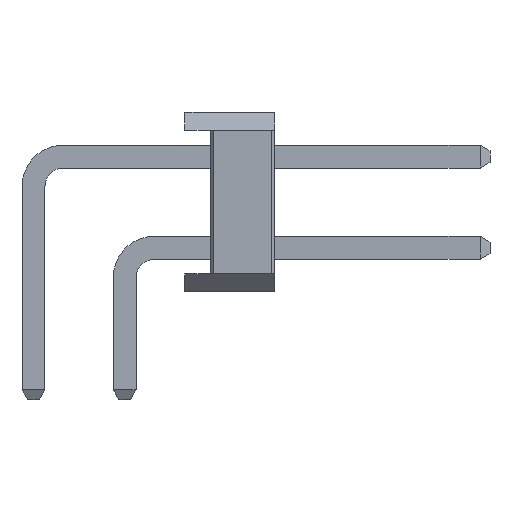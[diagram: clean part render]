
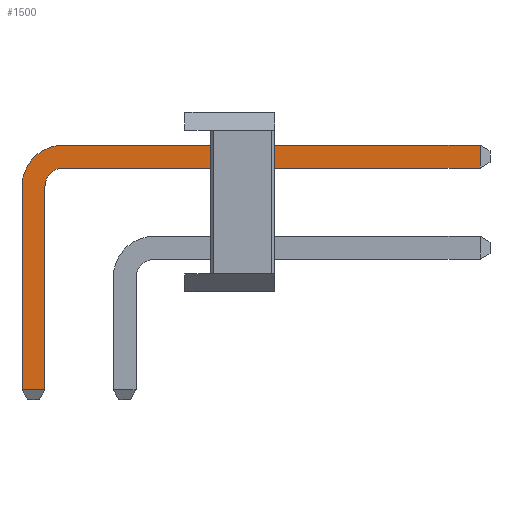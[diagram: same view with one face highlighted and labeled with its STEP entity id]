
A CAD part, left-side view. The second image highlights one B-rep face of the part: STEP entity #1500.
In plain terms, the highlighted planar face has unit normal (-1, 0, 0).
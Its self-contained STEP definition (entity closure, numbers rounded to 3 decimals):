
#1500=ADVANCED_FACE('',(#2568),#2570,.T.);
#2568=FACE_BOUND('',#2569,.T.);
#2569=EDGE_LOOP('',(#3288,#3289,#3290,#3291,#3292,#3293,#3294,#3295));
#2570=PLANE('',#2571);
#2571=AXIS2_PLACEMENT_3D('',#2572,#2573,#2574);
#2572=CARTESIAN_POINT('',(-0.32,2.22,0.));
#2573=DIRECTION('',(-1.,0.,-0.));
#2574=DIRECTION('',(0.,1.,0.));
#3288=ORIENTED_EDGE('',*,*,#3665,.F.);
#3289=ORIENTED_EDGE('',*,*,#3666,.F.);
#3290=ORIENTED_EDGE('',*,*,#3667,.F.);
#3291=ORIENTED_EDGE('',*,*,#3668,.T.);
#3292=ORIENTED_EDGE('',*,*,#3669,.F.);
#3293=ORIENTED_EDGE('',*,*,#3664,.F.);
#3294=ORIENTED_EDGE('',*,*,#3670,.T.);
#3295=ORIENTED_EDGE('',*,*,#3671,.T.);
#3664=EDGE_CURVE('',#4182,#4180,#4184,.T.);
#3665=EDGE_CURVE('',#4185,#4186,#4187,.T.);
#3666=EDGE_CURVE('',#4188,#4185,#4189,.T.);
#3667=EDGE_CURVE('',#4190,#4188,#4191,.T.);
#3668=EDGE_CURVE('',#4190,#4192,#4193,.T.);
#3669=EDGE_CURVE('',#4180,#4192,#4194,.T.);
#3670=EDGE_CURVE('',#4182,#4195,#4196,.T.);
#3671=EDGE_CURVE('',#4195,#4186,#4197,.T.);
#4180=VERTEX_POINT('',#5332);
#4182=VERTEX_POINT('',#5336);
#4184=LINE('',#5340,#5341);
#4185=VERTEX_POINT('',#5343);
#4186=VERTEX_POINT('',#5344);
#4187=LINE('',#5345,#5346);
#4188=VERTEX_POINT('',#5348);
#4189=LINE('',#5349,#5350);
#4190=VERTEX_POINT('',#5352);
#4191=CIRCLE('',#5353,1.152);
#4192=VERTEX_POINT('',#5357);
#4193=LINE('',#5358,#5359);
#4194=LINE('',#5361,#5362);
#4195=VERTEX_POINT('',#5364);
#4196=CIRCLE('',#5365,0.512);
#4197=LINE('',#5369,#5370);
#5332=CARTESIAN_POINT('',(-0.32,2.22,-2.723));
#5336=CARTESIAN_POINT('',(-0.32,2.22,2.938));
#5340=CARTESIAN_POINT('',(-0.32,2.22,2.938));
#5341=VECTOR('',#5342,1.);
#5342=DIRECTION('',(0.,0.,-1.));
#5343=CARTESIAN_POINT('',(-0.32,-9.903,4.09));
#5344=CARTESIAN_POINT('',(-0.32,-9.903,3.45));
#5345=CARTESIAN_POINT('',(-0.32,-9.903,4.09));
#5346=VECTOR('',#5347,1.);
#5347=DIRECTION('',(0.,0.,-1.));
#5348=CARTESIAN_POINT('',(-0.32,1.708,4.09));
#5349=CARTESIAN_POINT('',(-0.32,1.708,4.09));
#5350=VECTOR('',#5351,1.);
#5351=DIRECTION('',(0.,-1.,0.));
#5352=CARTESIAN_POINT('',(-0.32,2.86,2.938));
#5353=AXIS2_PLACEMENT_3D('',#5354,#5355,#5356);
#5354=CARTESIAN_POINT('',(-0.32,1.708,2.938));
#5355=DIRECTION('',(1.,0.,0.));
#5356=DIRECTION('',(0.,1.,0.));
#5357=CARTESIAN_POINT('',(-0.32,2.86,-2.723));
#5358=CARTESIAN_POINT('',(-0.32,2.86,2.938));
#5359=VECTOR('',#5360,1.);
#5360=DIRECTION('',(0.,0.,-1.));
#5361=CARTESIAN_POINT('',(-0.32,2.22,-2.723));
#5362=VECTOR('',#5363,1.);
#5363=DIRECTION('',(0.,1.,0.));
#5364=CARTESIAN_POINT('',(-0.32,1.708,3.45));
#5365=AXIS2_PLACEMENT_3D('',#5366,#5367,#5368);
#5366=CARTESIAN_POINT('',(-0.32,1.708,2.938));
#5367=DIRECTION('',(1.,0.,0.));
#5368=DIRECTION('',(0.,1.,0.));
#5369=CARTESIAN_POINT('',(-0.32,1.708,3.45));
#5370=VECTOR('',#5371,1.);
#5371=DIRECTION('',(0.,-1.,0.));
